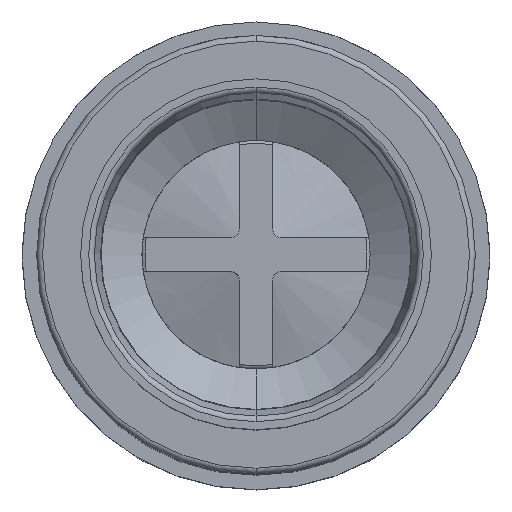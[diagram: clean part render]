
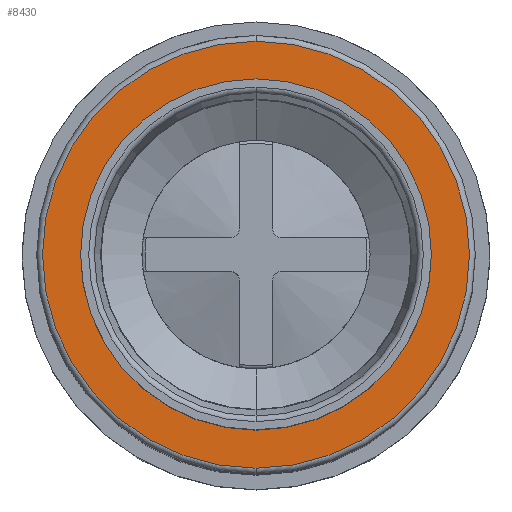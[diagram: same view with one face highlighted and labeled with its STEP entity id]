
A CAD part, top view. The second image highlights one B-rep face of the part: STEP entity #8430.
In plain terms, the highlighted face is planar.
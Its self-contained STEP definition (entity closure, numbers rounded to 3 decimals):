
#940=CARTESIAN_POINT('',(7.3,0.,7.9));
#950=VERTEX_POINT('',#940);
#1000=CARTESIAN_POINT('',(0.,0.,7.9));
#1010=DIRECTION('',(0.,0.,-1.));
#1020=DIRECTION('',(-1.,0.,0.));
#1030=AXIS2_PLACEMENT_3D('',#1000,#1010,#1020);
#1040=CIRCLE('',#1030,7.3);
#1050=CARTESIAN_POINT('',(-7.3,0.,7.9));
#1060=VERTEX_POINT('',#1050);
#1070=EDGE_CURVE('',#950,#1060,#1040,.T.);
#7980=CARTESIAN_POINT('',(6.,0.,7.9));
#7990=VERTEX_POINT('',#7980);
#8070=CARTESIAN_POINT('',(-6.,0.,7.9));
#8080=VERTEX_POINT('',#8070);
#8110=CARTESIAN_POINT('',(0.,0.,7.9));
#8120=DIRECTION('',(0.,0.,-1.));
#8130=DIRECTION('',(-1.,0.,0.));
#8140=AXIS2_PLACEMENT_3D('',#8110,#8120,#8130);
#8150=CIRCLE('',#8140,6.);
#8160=EDGE_CURVE('',#7990,#8080,#8150,.T.);
#8280=CARTESIAN_POINT('',(0.,4.,7.9));
#8290=DIRECTION('',(0.,0.,-1.));
#8300=DIRECTION('',(-1.,0.,0.));
#8310=AXIS2_PLACEMENT_3D('',#8280,#8290,#8300);
#8320=PLANE('',#8310);
#8330=EDGE_CURVE('',#8080,#7990,#8150,.T.);
#8340=ORIENTED_EDGE('',*,*,#8330,.F.);
#8350=ORIENTED_EDGE('',*,*,#8160,.F.);
#8360=EDGE_LOOP('',(#8350,#8340));
#8370=FACE_BOUND('',#8360,.T.);
#8380=EDGE_CURVE('',#1060,#950,#1040,.T.);
#8390=ORIENTED_EDGE('',*,*,#8380,.T.);
#8400=ORIENTED_EDGE('',*,*,#1070,.T.);
#8410=EDGE_LOOP('',(#8400,#8390));
#8420=FACE_OUTER_BOUND('',#8410,.T.);
#8430=ADVANCED_FACE('',(#8370,#8420),#8320,.T.);
